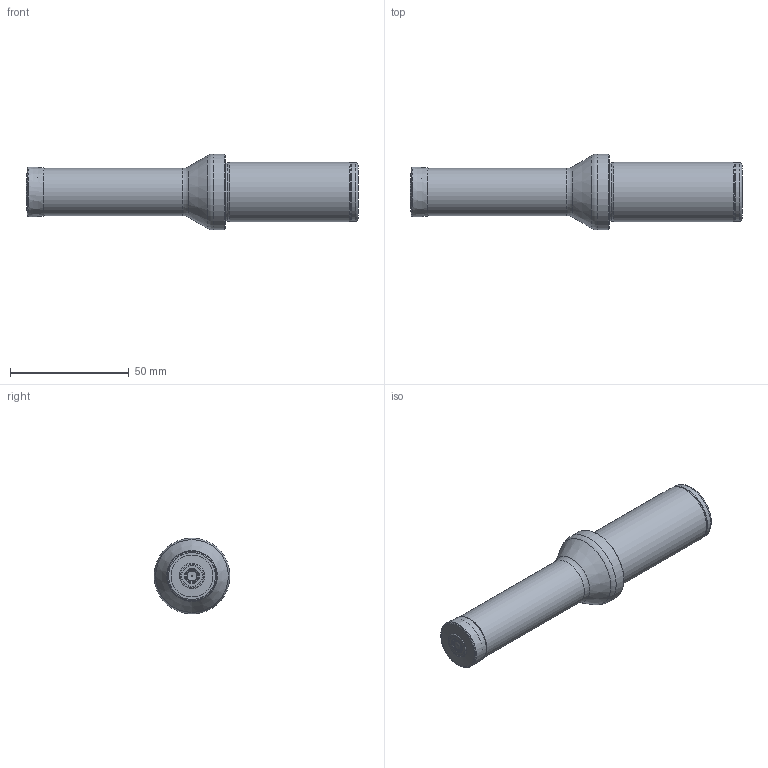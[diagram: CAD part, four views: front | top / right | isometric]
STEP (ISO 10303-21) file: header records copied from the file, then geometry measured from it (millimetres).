
FILE_DESCRIPTION(/* description */ (''),/* implementation_level */ '2;1');
FILE_NAME(/* name */ 'ATUM-21XD3-880-0403...stp',/* time_stamp */ '2023-11-29T00:34:11+03:00',/* author */ (''),/* organization */ (''),/* preprocessor_version */ 'ST-DEVELOPER v19.4',/* originating_system */ 'SIEMENS PLM Software NX2306.3001',/* authorisation */ '');
FILE_SCHEMA (('AUTOMOTIVE_DESIGN { 1 0 10303 214 3 1 1 1 }'));
Length unit declared in the file: millimetre
Products named in the file (1): STP_ATUM 21XD3 880-0403..
Bounding box: 140.01 x 32 x 32 mm (x, y, z)
Volume: 61333.9 mm3; surface area: 12317.1 mm2
Topology: 2 solids, 2 shells, 45 faces, 104 edges, 64 vertices
Faces by surface type: revolution 16, torus 8, cone 6, plane 5, cylinder 5, bspline 5
Full cylindrical faces by diameter (mm): 20 x1, 24.5 x2, 25 x1, 32 x1
Entity records: 1586 total; most frequent: CARTESIAN_POINT 818, DIRECTION 152, EDGE_LOOP 86, ORIENTED_EDGE 86, FACE_BOUND 82, AXIS2_PLACEMENT_3D 66, ADVANCED_FACE 45, VERTEX_POINT 43
